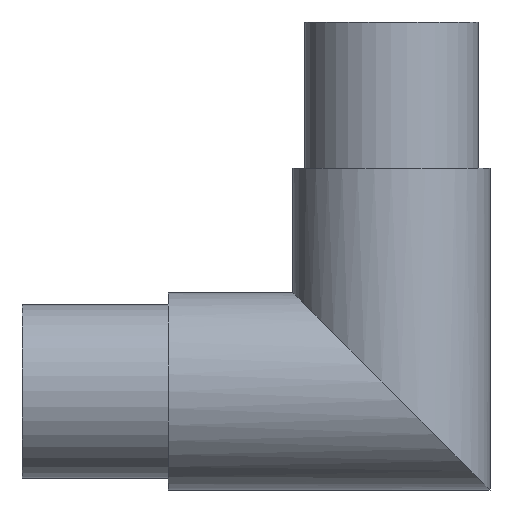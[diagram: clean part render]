
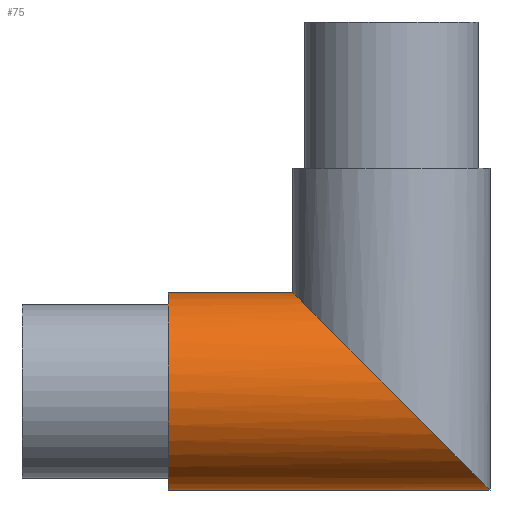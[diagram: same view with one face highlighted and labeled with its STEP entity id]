
A CAD part, front view. The second image highlights one B-rep face of the part: STEP entity #75.
In plain terms, the highlighted cylindrical face has radius 16.85 mm (diameter 33.7 mm), a partial arc.
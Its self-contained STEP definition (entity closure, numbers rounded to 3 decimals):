
#12 = EDGE_CURVE ( 'NONE', #179, #474, #112, .T. ) ;
#22 = CARTESIAN_POINT ( 'NONE',  ( 16.85, 0., -55. ) ) ;
#57 = EDGE_CURVE ( 'NONE', #98, #474, #94, .T. ) ;
#65 = CARTESIAN_POINT ( 'NONE',  ( 18.635, 0., -38.15 ) ) ;
#75 = ADVANCED_FACE ( 'NONE', ( #299 ), #295, .T. ) ;
#94 = LINE ( 'NONE', #493, #249 ) ;
#98 = VERTEX_POINT ( 'NONE', #462 ) ;
#112 = CIRCLE ( 'NONE', #267, 16.85 ) ;
#115 = ORIENTED_EDGE ( 'NONE', *, *, #404, .T. ) ;
#120 = CARTESIAN_POINT ( 'NONE',  ( -16.85, 0., -21.3 ) ) ;
#167 = CARTESIAN_POINT ( 'NONE',  ( 16.85, -33.7, -55. ) ) ;
#177 = DIRECTION ( 'NONE',  ( -1., 0., 0. ) ) ;
#179 = VERTEX_POINT ( 'NONE', #265 ) ;
#190 = CARTESIAN_POINT ( 'NONE',  ( 18.635, 0., -21.3 ) ) ;
#198 =( BOUNDED_CURVE ( )  B_SPLINE_CURVE ( 3, ( #22, #167, #324, #485 ),
 .UNSPECIFIED., .F., .T. ) 
 B_SPLINE_CURVE_WITH_KNOTS ( ( 4, 4 ),
 ( 0., 3.142 ),
 .UNSPECIFIED. ) 
 CURVE ( )  GEOMETRIC_REPRESENTATION_ITEM ( )  RATIONAL_B_SPLINE_CURVE ( ( 1., 0.333, 0.333, 1. ) ) 
 REPRESENTATION_ITEM ( '' )  );
#203 = CARTESIAN_POINT ( 'NONE',  ( -38.15, 0., -38.15 ) ) ;
#220 = EDGE_LOOP ( 'NONE', ( #256, #115, #465, #499 ) ) ;
#249 = VECTOR ( 'NONE', #466, 1000. ) ;
#256 = ORIENTED_EDGE ( 'NONE', *, *, #57, .F. ) ;
#265 = CARTESIAN_POINT ( 'NONE',  ( -38.15, 0., -21.3 ) ) ;
#267 = AXIS2_PLACEMENT_3D ( 'NONE', #203, #329, #491 ) ;
#270 = VERTEX_POINT ( 'NONE', #120 ) ;
#273 = AXIS2_PLACEMENT_3D ( 'NONE', #65, #177, #337 ) ;
#295 = CYLINDRICAL_SURFACE ( 'NONE', #273, 16.85 ) ;
#299 = FACE_OUTER_BOUND ( 'NONE', #220, .T. ) ;
#317 = LINE ( 'NONE', #190, #489 ) ;
#324 = CARTESIAN_POINT ( 'NONE',  ( -16.85, -33.7, -21.3 ) ) ;
#329 = DIRECTION ( 'NONE',  ( 1., 0., 0. ) ) ;
#337 = DIRECTION ( 'NONE',  ( 0., 0., 1. ) ) ;
#399 = DIRECTION ( 'NONE',  ( -1., 0., 0. ) ) ;
#404 = EDGE_CURVE ( 'NONE', #98, #270, #198, .T. ) ;
#462 = CARTESIAN_POINT ( 'NONE',  ( 16.85, 0., -55. ) ) ;
#465 = ORIENTED_EDGE ( 'NONE', *, *, #469, .T. ) ;
#466 = DIRECTION ( 'NONE',  ( -1., 0., 0. ) ) ;
#469 = EDGE_CURVE ( 'NONE', #270, #179, #317, .T. ) ;
#474 = VERTEX_POINT ( 'NONE', #477 ) ;
#477 = CARTESIAN_POINT ( 'NONE',  ( -38.15, 0., -55. ) ) ;
#485 = CARTESIAN_POINT ( 'NONE',  ( -16.85, 0., -21.3 ) ) ;
#489 = VECTOR ( 'NONE', #399, 1000. ) ;
#491 = DIRECTION ( 'NONE',  ( 0., 0., -1. ) ) ;
#493 = CARTESIAN_POINT ( 'NONE',  ( 18.635, 0., -55. ) ) ;
#499 = ORIENTED_EDGE ( 'NONE', *, *, #12, .T. ) ;
